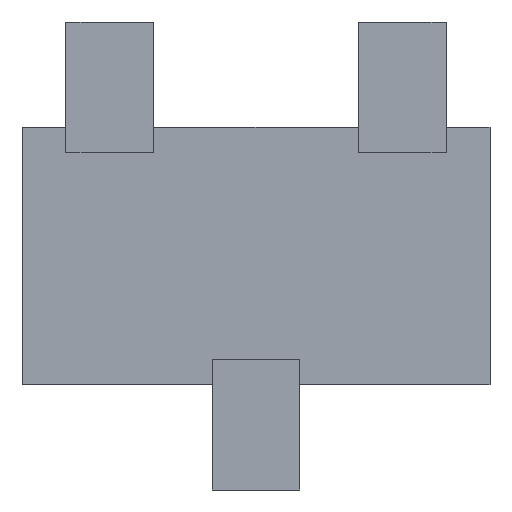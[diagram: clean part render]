
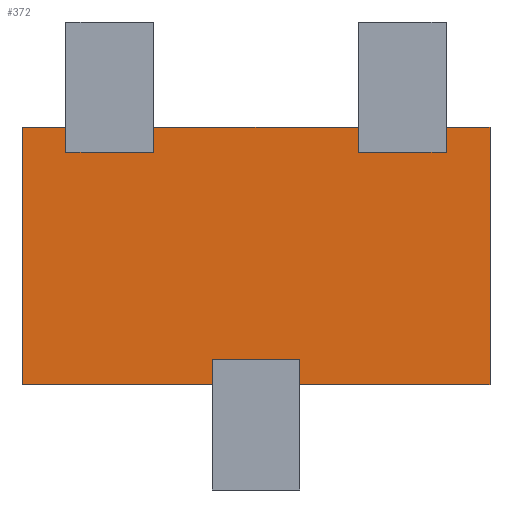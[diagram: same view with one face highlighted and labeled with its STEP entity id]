
A CAD part, front view. The second image highlights one B-rep face of the part: STEP entity #372.
In plain terms, the highlighted planar face has unit normal (0, -1, 0).
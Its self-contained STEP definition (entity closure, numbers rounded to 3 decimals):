
#16 = DIRECTION ( 'NONE',  ( 1., 0., 0. ) ) ;
#57 = CARTESIAN_POINT ( 'NONE',  ( -0.8, 0., 0.44 ) ) ;
#59 = CARTESIAN_POINT ( 'NONE',  ( -0.65, 0., 0.355 ) ) ;
#85 = EDGE_CURVE ( 'NONE', #282, #949, #586, .T. ) ;
#105 = CARTESIAN_POINT ( 'NONE',  ( -0.65, 0., 0.44 ) ) ;
#106 = VECTOR ( 'NONE', #1138, 1000. ) ;
#110 = DIRECTION ( 'NONE',  ( 1., 0., 0. ) ) ;
#137 = CARTESIAN_POINT ( 'NONE',  ( -0.15, 0., -0.355 ) ) ;
#144 = ORIENTED_EDGE ( 'NONE', *, *, #735, .F. ) ;
#149 = CARTESIAN_POINT ( 'NONE',  ( 0.35, 0., 0.44 ) ) ;
#162 = DIRECTION ( 'NONE',  ( 0., -1., 0. ) ) ;
#169 = CARTESIAN_POINT ( 'NONE',  ( 0.15, 0., -0.44 ) ) ;
#202 = VERTEX_POINT ( 'NONE', #226 ) ;
#226 = CARTESIAN_POINT ( 'NONE',  ( 0.35, 0., 0.355 ) ) ;
#239 = ORIENTED_EDGE ( 'NONE', *, *, #567, .F. ) ;
#243 = EDGE_CURVE ( 'NONE', #590, #451, #297, .T. ) ;
#255 = ORIENTED_EDGE ( 'NONE', *, *, #934, .F. ) ;
#267 = VECTOR ( 'NONE', #792, 1000. ) ;
#276 = CARTESIAN_POINT ( 'NONE',  ( 0.35, 0., -0.44 ) ) ;
#277 = VECTOR ( 'NONE', #16, 1000. ) ;
#282 = VERTEX_POINT ( 'NONE', #1135 ) ;
#297 = LINE ( 'NONE', #637, #1046 ) ;
#313 = ORIENTED_EDGE ( 'NONE', *, *, #1125, .F. ) ;
#317 = VERTEX_POINT ( 'NONE', #536 ) ;
#339 = DIRECTION ( 'NONE',  ( 0., 0., -1. ) ) ;
#350 = LINE ( 'NONE', #438, #903 ) ;
#352 = CARTESIAN_POINT ( 'NONE',  ( 0.8, 0., -0.44 ) ) ;
#361 = EDGE_CURVE ( 'NONE', #1128, #590, #455, .T. ) ;
#363 = VECTOR ( 'NONE', #613, 1000. ) ;
#368 = CARTESIAN_POINT ( 'NONE',  ( 0.65, 0., 0.355 ) ) ;
#372 = ADVANCED_FACE ( 'NONE', ( #688 ), #444, .T. ) ;
#384 = DIRECTION ( 'NONE',  ( 0., 0., -1. ) ) ;
#385 = ORIENTED_EDGE ( 'NONE', *, *, #698, .F. ) ;
#397 = VERTEX_POINT ( 'NONE', #149 ) ;
#406 = VECTOR ( 'NONE', #414, 1000. ) ;
#409 = VECTOR ( 'NONE', #1175, 1000. ) ;
#413 = ORIENTED_EDGE ( 'NONE', *, *, #1078, .F. ) ;
#414 = DIRECTION ( 'NONE',  ( 0., 0., 1. ) ) ;
#428 = CARTESIAN_POINT ( 'NONE',  ( -0.35, 0., 0.355 ) ) ;
#438 = CARTESIAN_POINT ( 'NONE',  ( -0.8, 0., -0.44 ) ) ;
#444 = PLANE ( 'NONE',  #992 ) ;
#446 = LINE ( 'NONE', #888, #409 ) ;
#451 = VERTEX_POINT ( 'NONE', #59 ) ;
#455 = LINE ( 'NONE', #543, #816 ) ;
#459 = EDGE_CURVE ( 'NONE', #451, #924, #823, .T. ) ;
#467 = ORIENTED_EDGE ( 'NONE', *, *, #1192, .F. ) ;
#488 = VERTEX_POINT ( 'NONE', #368 ) ;
#491 = CARTESIAN_POINT ( 'NONE',  ( -0.8, 0., 0.44 ) ) ;
#498 = VERTEX_POINT ( 'NONE', #1185 ) ;
#501 = VERTEX_POINT ( 'NONE', #678 ) ;
#534 = LINE ( 'NONE', #685, #267 ) ;
#536 = CARTESIAN_POINT ( 'NONE',  ( -0.35, 0., 0.44 ) ) ;
#542 = VERTEX_POINT ( 'NONE', #681 ) ;
#543 = CARTESIAN_POINT ( 'NONE',  ( -0.8, 0., 0.44 ) ) ;
#550 = DIRECTION ( 'NONE',  ( 1., 0., 0. ) ) ;
#554 = VECTOR ( 'NONE', #856, 1000. ) ;
#567 = EDGE_CURVE ( 'NONE', #582, #282, #446, .T. ) ;
#581 = LINE ( 'NONE', #57, #939 ) ;
#582 = VERTEX_POINT ( 'NONE', #169 ) ;
#586 = LINE ( 'NONE', #1219, #106 ) ;
#590 = VERTEX_POINT ( 'NONE', #105 ) ;
#599 = ORIENTED_EDGE ( 'NONE', *, *, #794, .F. ) ;
#611 = CARTESIAN_POINT ( 'NONE',  ( 0.8, 0., 0.355 ) ) ;
#613 = DIRECTION ( 'NONE',  ( 0., 0., 1. ) ) ;
#637 = CARTESIAN_POINT ( 'NONE',  ( -0.65, 0., -0.44 ) ) ;
#639 = DIRECTION ( 'NONE',  ( -1., 0., 0. ) ) ;
#646 = LINE ( 'NONE', #1127, #363 ) ;
#665 = LINE ( 'NONE', #611, #791 ) ;
#678 = CARTESIAN_POINT ( 'NONE',  ( -0.8, 0., -0.44 ) ) ;
#681 = CARTESIAN_POINT ( 'NONE',  ( 0.65, 0., 0.44 ) ) ;
#685 = CARTESIAN_POINT ( 'NONE',  ( -0.35, 0., -0.44 ) ) ;
#688 = FACE_OUTER_BOUND ( 'NONE', #1152, .T. ) ;
#698 = EDGE_CURVE ( 'NONE', #965, #964, #879, .T. ) ;
#704 = DIRECTION ( 'NONE',  ( -1., 0., 0. ) ) ;
#712 = DIRECTION ( 'NONE',  ( 0., 0., -1. ) ) ;
#720 = EDGE_CURVE ( 'NONE', #924, #317, #534, .T. ) ;
#724 = LINE ( 'NONE', #1020, #1174 ) ;
#735 = EDGE_CURVE ( 'NONE', #397, #202, #1109, .T. ) ;
#781 = LINE ( 'NONE', #491, #277 ) ;
#791 = VECTOR ( 'NONE', #110, 1000. ) ;
#792 = DIRECTION ( 'NONE',  ( 0., 0., 1. ) ) ;
#793 = VECTOR ( 'NONE', #1113, 1000. ) ;
#794 = EDGE_CURVE ( 'NONE', #949, #498, #724, .T. ) ;
#810 = EDGE_CURVE ( 'NONE', #501, #1128, #646, .T. ) ;
#814 = CARTESIAN_POINT ( 'NONE',  ( -0.8, 0., 0.44 ) ) ;
#816 = VECTOR ( 'NONE', #1063, 1000. ) ;
#823 = LINE ( 'NONE', #1253, #554 ) ;
#838 = VECTOR ( 'NONE', #704, 1000. ) ;
#849 = ORIENTED_EDGE ( 'NONE', *, *, #85, .F. ) ;
#854 = CARTESIAN_POINT ( 'NONE',  ( 0.8, 0., 0.44 ) ) ;
#856 = DIRECTION ( 'NONE',  ( 1., 0., 0. ) ) ;
#870 = ORIENTED_EDGE ( 'NONE', *, *, #243, .F. ) ;
#879 = LINE ( 'NONE', #1008, #793 ) ;
#888 = CARTESIAN_POINT ( 'NONE',  ( 0.15, 0., -0.44 ) ) ;
#903 = VECTOR ( 'NONE', #639, 1000. ) ;
#914 = CARTESIAN_POINT ( 'NONE',  ( -0.8, 0., -0.44 ) ) ;
#924 = VERTEX_POINT ( 'NONE', #428 ) ;
#934 = EDGE_CURVE ( 'NONE', #498, #501, #350, .T. ) ;
#939 = VECTOR ( 'NONE', #550, 1000. ) ;
#943 = ORIENTED_EDGE ( 'NONE', *, *, #361, .F. ) ;
#949 = VERTEX_POINT ( 'NONE', #137 ) ;
#964 = VERTEX_POINT ( 'NONE', #1052 ) ;
#965 = VERTEX_POINT ( 'NONE', #854 ) ;
#992 = AXIS2_PLACEMENT_3D ( 'NONE', #352, #162, #1259 ) ;
#1008 = CARTESIAN_POINT ( 'NONE',  ( 0.8, 0., 0.44 ) ) ;
#1020 = CARTESIAN_POINT ( 'NONE',  ( -0.15, 0., -0.44 ) ) ;
#1024 = EDGE_CURVE ( 'NONE', #542, #965, #581, .T. ) ;
#1039 = CARTESIAN_POINT ( 'NONE',  ( 0.65, 0., -0.44 ) ) ;
#1040 = ORIENTED_EDGE ( 'NONE', *, *, #459, .F. ) ;
#1046 = VECTOR ( 'NONE', #339, 1000. ) ;
#1052 = CARTESIAN_POINT ( 'NONE',  ( 0.8, 0., -0.44 ) ) ;
#1063 = DIRECTION ( 'NONE',  ( 1., 0., 0. ) ) ;
#1078 = EDGE_CURVE ( 'NONE', #964, #582, #1096, .T. ) ;
#1089 = ORIENTED_EDGE ( 'NONE', *, *, #720, .F. ) ;
#1090 = ORIENTED_EDGE ( 'NONE', *, *, #1092, .F. ) ;
#1092 = EDGE_CURVE ( 'NONE', #317, #397, #781, .T. ) ;
#1095 = LINE ( 'NONE', #1039, #406 ) ;
#1096 = LINE ( 'NONE', #914, #838 ) ;
#1109 = LINE ( 'NONE', #276, #1255 ) ;
#1113 = DIRECTION ( 'NONE',  ( 0., 0., -1. ) ) ;
#1114 = ORIENTED_EDGE ( 'NONE', *, *, #1024, .F. ) ;
#1125 = EDGE_CURVE ( 'NONE', #202, #488, #665, .T. ) ;
#1127 = CARTESIAN_POINT ( 'NONE',  ( -0.8, 0., 0.44 ) ) ;
#1128 = VERTEX_POINT ( 'NONE', #814 ) ;
#1135 = CARTESIAN_POINT ( 'NONE',  ( 0.15, 0., -0.355 ) ) ;
#1138 = DIRECTION ( 'NONE',  ( -1., 0., 0. ) ) ;
#1152 = EDGE_LOOP ( 'NONE', ( #599, #849, #239, #413, #385, #1114, #467, #313, #144, #1090, #1089, #1040, #870, #943, #1169, #255 ) ) ;
#1169 = ORIENTED_EDGE ( 'NONE', *, *, #810, .F. ) ;
#1174 = VECTOR ( 'NONE', #712, 1000. ) ;
#1175 = DIRECTION ( 'NONE',  ( 0., 0., 1. ) ) ;
#1185 = CARTESIAN_POINT ( 'NONE',  ( -0.15, 0., -0.44 ) ) ;
#1192 = EDGE_CURVE ( 'NONE', #488, #542, #1095, .T. ) ;
#1219 = CARTESIAN_POINT ( 'NONE',  ( 0.8, 0., -0.355 ) ) ;
#1253 = CARTESIAN_POINT ( 'NONE',  ( 0.8, 0., 0.355 ) ) ;
#1255 = VECTOR ( 'NONE', #384, 1000. ) ;
#1259 = DIRECTION ( 'NONE',  ( 0., 0., -1. ) ) ;
